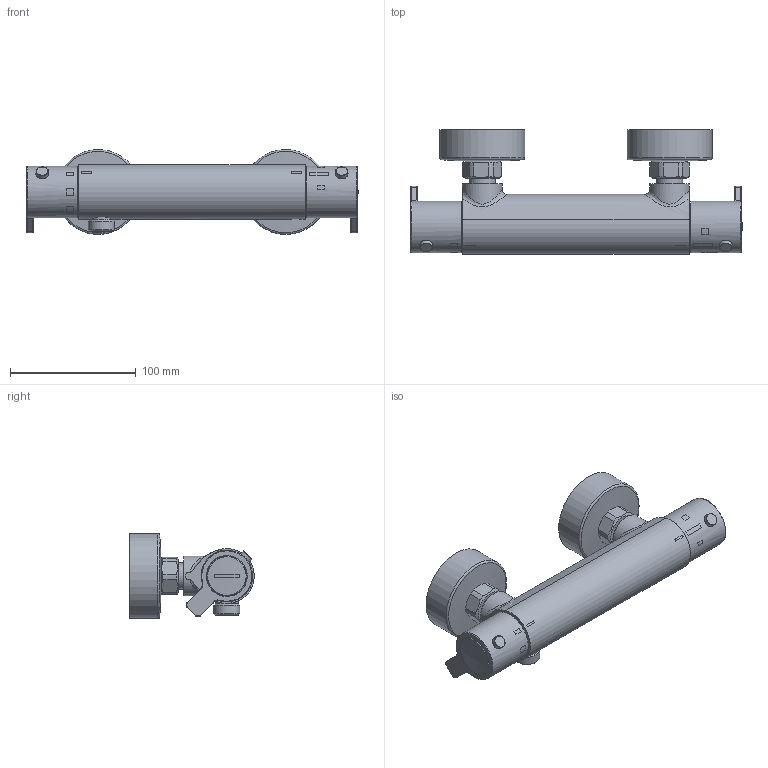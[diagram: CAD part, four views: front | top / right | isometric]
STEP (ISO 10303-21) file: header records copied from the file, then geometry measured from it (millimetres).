
FILE_DESCRIPTION (( 'STEP AP203' ), '1' );
FILE_NAME ('94DP02071.STEP', '2021-04-06T10:52:04', ( '' ), ( '' ), 'SwSTEP 2.0', 'SolidWorks 2018', '' );
FILE_SCHEMA (( 'CONFIG_CONTROL_DESIGN' ));
Length unit declared in the file: millimetre
Products named in the file (1): 94DP02071
Bounding box: 263.94 x 98.98 x 67.5 mm (x, y, z)
Volume: 200434.7 mm3; surface area: 149347.1 mm2
Topology: 17 solids, 17 shells, 942 faces, 2507 edges, 1643 vertices
Faces by surface type: plane 392, cylinder 371, cone 88, bspline 56, torus 29, sphere 6
Full cylindrical faces by diameter (mm): 3.1 x4, 3.3 x2, 4.15 x2, 4.65 x2, 5.8 x7, 6 x1, 8.2 x1, 9.8 x3, 10 x2, 10.1 x2, 12.6 x1, 13 x1, 14 x1, 15 x5, 16 x1, 16.2 x2, 18 x3, 18.2 x2, 18.5 x3, 19 x1, 20 x2, 20.5 x2, 20.6 x1, 20.8 x2, 21 x2, 21.5 x1, 24 x2, 24.088 x2, 24.4 x1, 24.5 x10
Entity records: 38999 total; most frequent: CARTESIAN_POINT 17455, ORIENTED_EDGE 4458, DIRECTION 4246, EDGE_CURVE 2229, AXIS2_PLACEMENT_3D 1596, VERTEX_POINT 1548, EDGE_LOOP 1175, VECTOR 1054
